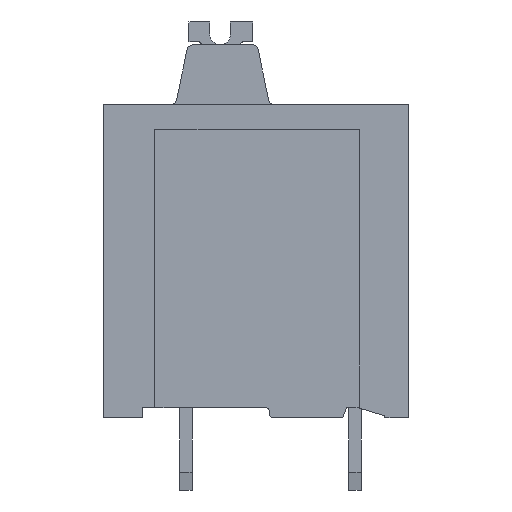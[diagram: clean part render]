
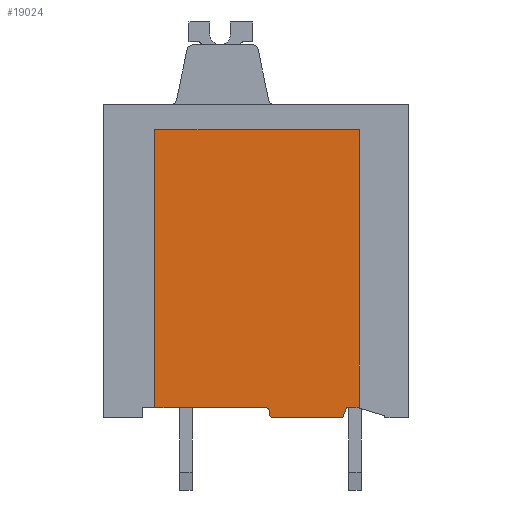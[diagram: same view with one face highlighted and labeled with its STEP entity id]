
A CAD part, left-side view. The second image highlights one B-rep face of the part: STEP entity #19024.
In plain terms, the highlighted planar face has unit normal (-1, 0, 0).
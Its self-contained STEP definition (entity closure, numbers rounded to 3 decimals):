
#8138=AXIS2_PLACEMENT_3D('Plane Axis2P3D',#8135,#8136,#8137) ;
#15375=AXIS2_PLACEMENT_3D('Circle Axis2P3D',#15373,#15374,$) ;
#15430=AXIS2_PLACEMENT_3D('Circle Axis2P3D',#15428,#15429,$) ;
#8135=CARTESIAN_POINT('Axis2P3D Location',(1.1,2.4,0.)) ;
#15248=CARTESIAN_POINT('Vertex',(1.1,2.5,4.)) ;
#15260=CARTESIAN_POINT('Vertex',(1.1,2.4,3.97)) ;
#15263=CARTESIAN_POINT('Line Origine',(1.1,2.45,3.985)) ;
#15344=CARTESIAN_POINT('Vertex',(1.1,6.95,4.)) ;
#15347=CARTESIAN_POINT('Line Origine',(1.1,9.625,4.)) ;
#15351=CARTESIAN_POINT('Vertex',(1.1,12.3,4.)) ;
#15373=CARTESIAN_POINT('Axis2P3D Location',(1.1,6.95,3.8)) ;
#15377=CARTESIAN_POINT('Vertex',(1.1,6.75,3.8)) ;
#15401=CARTESIAN_POINT('Vertex',(1.1,6.75,3.7)) ;
#15404=CARTESIAN_POINT('Line Origine',(1.1,6.75,3.75)) ;
#15425=CARTESIAN_POINT('Vertex',(1.1,6.55,3.5)) ;
#15428=CARTESIAN_POINT('Axis2P3D Location',(1.1,6.55,3.7)) ;
#15444=CARTESIAN_POINT('Vertex',(1.1,3.2,3.5)) ;
#15447=CARTESIAN_POINT('Line Origine',(1.1,4.875,3.5)) ;
#15468=CARTESIAN_POINT('Vertex',(1.1,3.,4.)) ;
#15471=CARTESIAN_POINT('Line Origine',(1.1,3.1,3.75)) ;
#15483=CARTESIAN_POINT('Line Origine',(1.1,2.75,4.)) ;
#15500=CARTESIAN_POINT('Line Origine',(1.1,12.3,10.75)) ;
#15504=CARTESIAN_POINT('Vertex',(1.1,12.3,17.5)) ;
#15524=CARTESIAN_POINT('Line Origine',(1.1,7.35,17.5)) ;
#15528=CARTESIAN_POINT('Vertex',(1.1,2.4,17.5)) ;
#15548=CARTESIAN_POINT('Line Origine',(1.1,2.4,10.735)) ;
#8136=DIRECTION('Axis2P3D Direction',(1.,0.,0.)) ;
#8137=DIRECTION('Axis2P3D XDirection',(0.,1.,0.)) ;
#15264=DIRECTION('Vector Direction',(0.,-0.959,-0.284)) ;
#15348=DIRECTION('Vector Direction',(0.,1.,0.)) ;
#15374=DIRECTION('Axis2P3D Direction',(-1.,0.,0.)) ;
#15405=DIRECTION('Vector Direction',(0.,0.,1.)) ;
#15429=DIRECTION('Axis2P3D Direction',(-1.,0.,0.)) ;
#15448=DIRECTION('Vector Direction',(0.,1.,0.)) ;
#15472=DIRECTION('Vector Direction',(0.,0.371,-0.928)) ;
#15484=DIRECTION('Vector Direction',(0.,1.,0.)) ;
#15501=DIRECTION('Vector Direction',(0.,0.,1.)) ;
#15525=DIRECTION('Vector Direction',(0.,1.,0.)) ;
#15549=DIRECTION('Vector Direction',(0.,0.,1.)) ;
#15265=VECTOR('Line Direction',#15264,1.) ;
#15349=VECTOR('Line Direction',#15348,1.) ;
#15406=VECTOR('Line Direction',#15405,1.) ;
#15449=VECTOR('Line Direction',#15448,1.) ;
#15473=VECTOR('Line Direction',#15472,1.) ;
#15485=VECTOR('Line Direction',#15484,1.) ;
#15502=VECTOR('Line Direction',#15501,1.) ;
#15526=VECTOR('Line Direction',#15525,1.) ;
#15550=VECTOR('Line Direction',#15549,1.) ;
#19012=ORIENTED_EDGE('',*,*,#15353,.F.) ;
#19013=ORIENTED_EDGE('',*,*,#15379,.T.) ;
#19014=ORIENTED_EDGE('',*,*,#15408,.F.) ;
#19015=ORIENTED_EDGE('',*,*,#15432,.F.) ;
#19016=ORIENTED_EDGE('',*,*,#15451,.F.) ;
#19017=ORIENTED_EDGE('',*,*,#15475,.F.) ;
#19018=ORIENTED_EDGE('',*,*,#15487,.F.) ;
#19019=ORIENTED_EDGE('',*,*,#15267,.T.) ;
#19020=ORIENTED_EDGE('',*,*,#15552,.T.) ;
#19021=ORIENTED_EDGE('',*,*,#15530,.T.) ;
#19022=ORIENTED_EDGE('',*,*,#15506,.F.) ;
#19024=ADVANCED_FACE('_LMF 5.00/21/180  3.5SN OR BX 1330390000',(#19023),#8139,.F.) ;
#15376=CIRCLE('generated circle',#15375,0.2) ;
#15431=CIRCLE('generated circle',#15430,0.2) ;
#15267=EDGE_CURVE('',#15249,#15261,#15266,.T.) ;
#15353=EDGE_CURVE('',#15345,#15352,#15350,.T.) ;
#15379=EDGE_CURVE('',#15345,#15378,#15376,.F.) ;
#15408=EDGE_CURVE('',#15402,#15378,#15407,.T.) ;
#15432=EDGE_CURVE('',#15426,#15402,#15431,.F.) ;
#15451=EDGE_CURVE('',#15445,#15426,#15450,.T.) ;
#15475=EDGE_CURVE('',#15469,#15445,#15474,.T.) ;
#15487=EDGE_CURVE('',#15249,#15469,#15486,.T.) ;
#15506=EDGE_CURVE('',#15352,#15505,#15503,.T.) ;
#15530=EDGE_CURVE('',#15529,#15505,#15527,.T.) ;
#15552=EDGE_CURVE('',#15261,#15529,#15551,.T.) ;
#19011=EDGE_LOOP('',(#19012,#19013,#19014,#19015,#19016,#19017,#19018,#19019,#19020,#19021,#19022)) ;
#19023=FACE_OUTER_BOUND('',#19011,.T.) ;
#15266=LINE('Line',#15263,#15265) ;
#15350=LINE('Line',#15347,#15349) ;
#15407=LINE('Line',#15404,#15406) ;
#15450=LINE('Line',#15447,#15449) ;
#15474=LINE('Line',#15471,#15473) ;
#15486=LINE('Line',#15483,#15485) ;
#15503=LINE('Line',#15500,#15502) ;
#15527=LINE('Line',#15524,#15526) ;
#15551=LINE('Line',#15548,#15550) ;
#8139=PLANE('',#8138) ;
#15249=VERTEX_POINT('',#15248) ;
#15261=VERTEX_POINT('',#15260) ;
#15345=VERTEX_POINT('',#15344) ;
#15352=VERTEX_POINT('',#15351) ;
#15378=VERTEX_POINT('',#15377) ;
#15402=VERTEX_POINT('',#15401) ;
#15426=VERTEX_POINT('',#15425) ;
#15445=VERTEX_POINT('',#15444) ;
#15469=VERTEX_POINT('',#15468) ;
#15505=VERTEX_POINT('',#15504) ;
#15529=VERTEX_POINT('',#15528) ;
